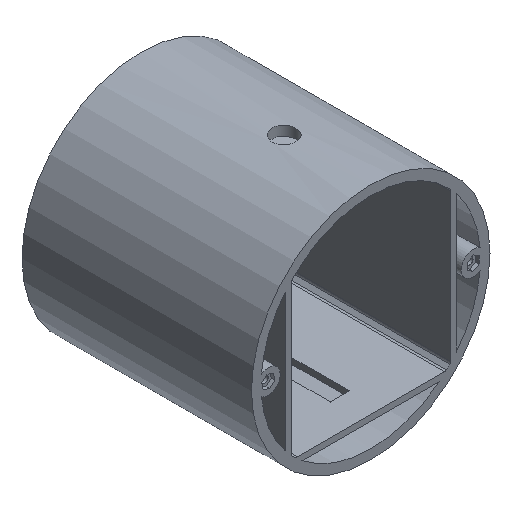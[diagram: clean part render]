
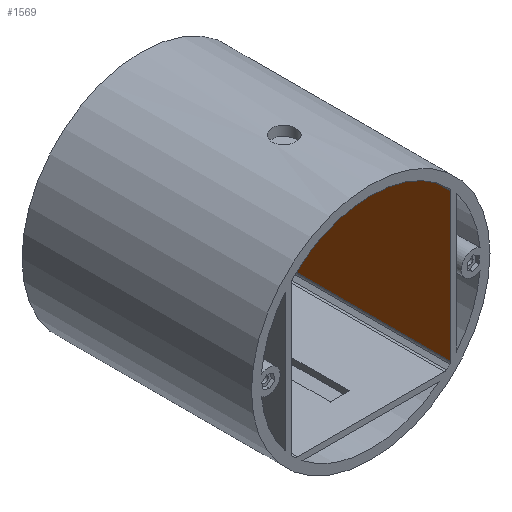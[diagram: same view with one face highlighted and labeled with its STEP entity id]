
A CAD part, isometric view. The second image highlights one B-rep face of the part: STEP entity #1569.
In plain terms, the highlighted planar face has unit normal (-1, 0, 0).
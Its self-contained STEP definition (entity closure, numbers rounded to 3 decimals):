
#83=PLANE('',#1713);
#149=FACE_OUTER_BOUND('',#252,.T.);
#252=EDGE_LOOP('',(#1254,#1255,#1256,#1257));
#364=LINE('',#2382,#514);
#391=LINE('',#2619,#541);
#392=LINE('',#2623,#542);
#393=LINE('',#2624,#543);
#514=VECTOR('',#1912,10.);
#541=VECTOR('',#2015,10.);
#542=VECTOR('',#2020,10.);
#543=VECTOR('',#2021,10.);
#733=VERTEX_POINT('',#2379);
#734=VERTEX_POINT('',#2381);
#770=VERTEX_POINT('',#2618);
#771=VERTEX_POINT('',#2622);
#895=EDGE_CURVE('',#734,#733,#364,.T.);
#947=EDGE_CURVE('',#734,#770,#391,.T.);
#949=EDGE_CURVE('',#733,#771,#392,.T.);
#950=EDGE_CURVE('',#770,#771,#393,.T.);
#1254=ORIENTED_EDGE('',*,*,#895,.T.);
#1255=ORIENTED_EDGE('',*,*,#949,.T.);
#1256=ORIENTED_EDGE('',*,*,#950,.F.);
#1257=ORIENTED_EDGE('',*,*,#947,.F.);
#1569=ADVANCED_FACE('',(#149),#83,.T.);
#1713=AXIS2_PLACEMENT_3D('',#2621,#2018,#2019);
#1912=DIRECTION('',(0.,0.,-1.));
#2015=DIRECTION('',(0.,-1.,0.));
#2018=DIRECTION('center_axis',(-1.,0.,0.));
#2019=DIRECTION('ref_axis',(0.,0.,
-1.));
#2020=DIRECTION('',(0.,-1.,0.));
#2021=DIRECTION('',(0.,0.,-1.));
#2379=CARTESIAN_POINT('',(33.4,46.14,105.24));
#2381=CARTESIAN_POINT('',(33.4,46.14,167.04));
#2382=CARTESIAN_POINT('',(33.4,46.14,167.04));
#2618=CARTESIAN_POINT('',(33.4,-50.048,167.04));
#2619=CARTESIAN_POINT('',(33.4,46.14,167.04));
#2621=CARTESIAN_POINT('Origin',(33.4,46.14,167.04));
#2622=CARTESIAN_POINT('',(33.4,-50.048,105.24));
#2623=CARTESIAN_POINT('',(33.4,46.14,105.24));
#2624=CARTESIAN_POINT('',(33.4,-50.048,167.04));
